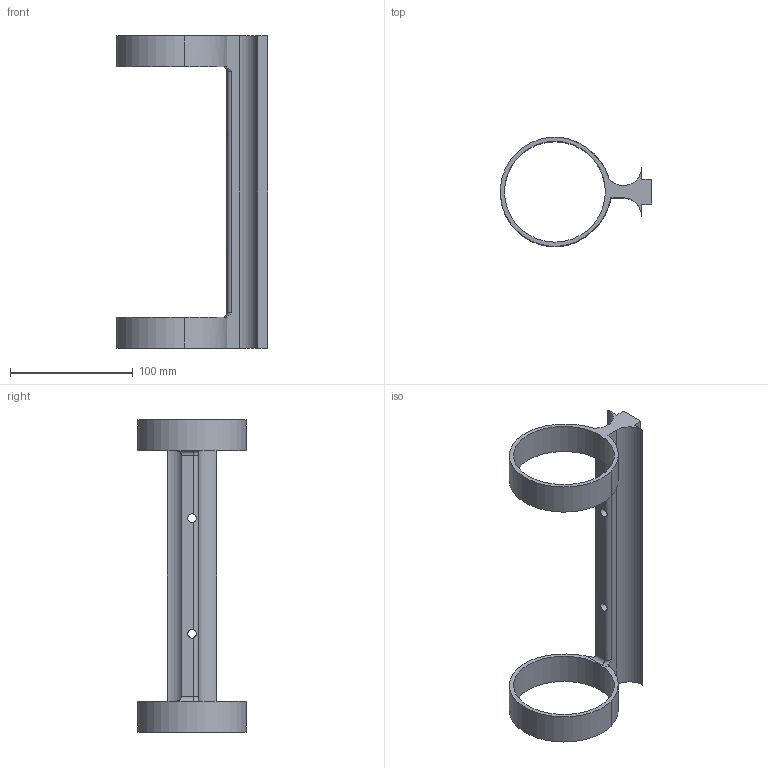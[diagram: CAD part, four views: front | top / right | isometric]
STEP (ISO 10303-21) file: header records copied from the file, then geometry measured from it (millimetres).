
FILE_DESCRIPTION(/* description */ (''),/* implementation_level */ '2;1');
FILE_NAME(/* name */ 'Mount v2.stp',/* time_stamp */ '2026-01-23T14:07:34-05:00',/* author */ ('mateo'),/* organization */ (''),/* preprocessor_version */ 'ST-DEVELOPER v20.1',/* originating_system */ 'Autodesk Inventor 2026',/* authorisation */ '');
FILE_SCHEMA (('AUTOMOTIVE_DESIGN { 1 0 10303 214 3 1 1 }'));
Length unit declared in the file: millimetre
Products named in the file (1): Mount
Bounding box: 122.87 x 88.57 x 254 mm (x, y, z)
Volume: 176308.2 mm3; surface area: 66340.7 mm2
Topology: 1 solids, 1 shells, 28 faces, 82 edges, 54 vertices
Faces by surface type: cylinder 15, plane 11, torus 2
Full cylindrical faces by diameter (mm): 7 x2, 82 x2
Entity records: 1075 total; most frequent: CARTESIAN_POINT 259, ORIENTED_EDGE 164, DIRECTION 162, EDGE_CURVE 82, AXIS2_PLACEMENT_3D 61, VERTEX_POINT 54, LINE 40, VECTOR 40
